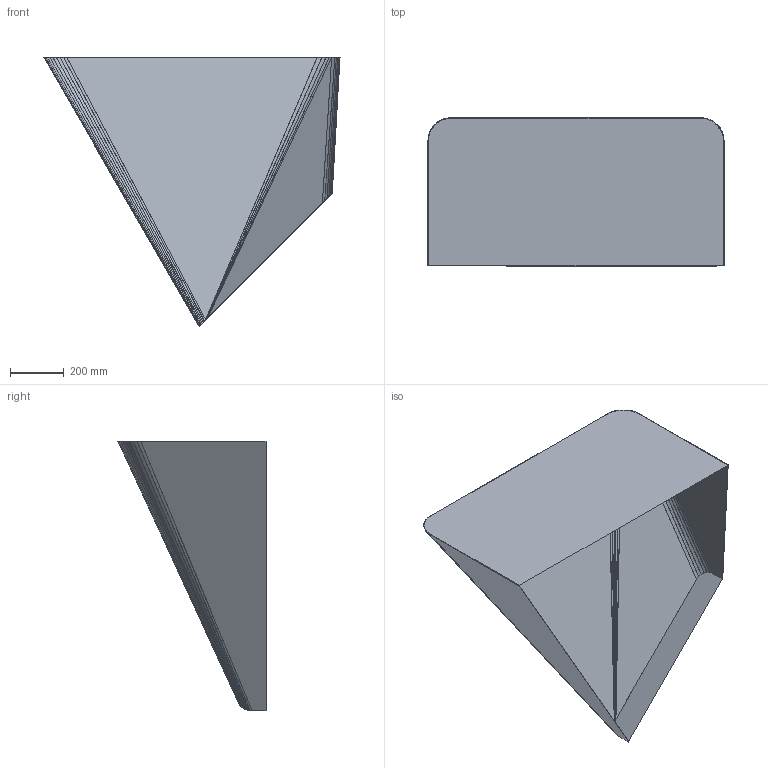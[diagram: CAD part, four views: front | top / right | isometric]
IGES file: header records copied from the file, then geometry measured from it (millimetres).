
Global section: file name: Trichter1.2_inventor_02; native system: Autodesk Inventor 2014; preprocessor: unknown; author: sfl; date: 20140925.141717; units: millimetre
Bounding box: 1100 x 550 x 1000.41 mm (x, y, z)
Volume: 2575508.2 mm3; surface area: 3257017.8 mm2
Topology: 1 solids, 1 shells, 182 faces, 370 edges, 192 vertices
Faces by surface type: bspline 180, plane 2
